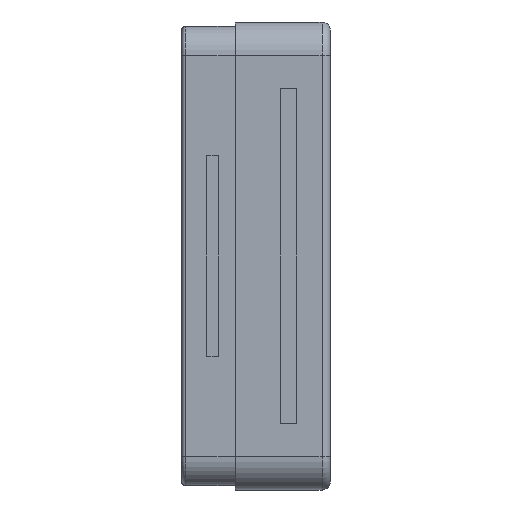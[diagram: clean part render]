
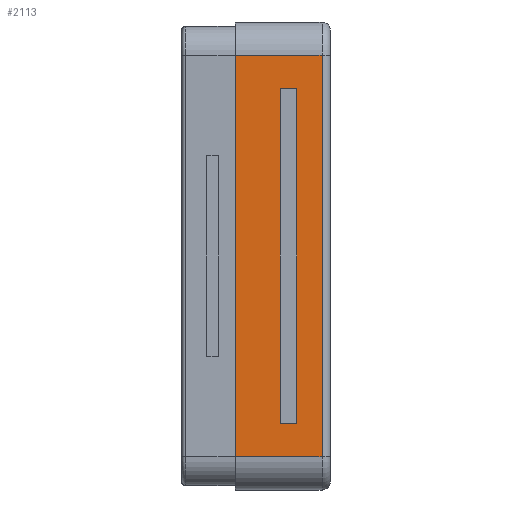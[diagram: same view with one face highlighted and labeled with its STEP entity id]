
A CAD part, left-side view. The second image highlights one B-rep face of the part: STEP entity #2113.
In plain terms, the highlighted planar face has unit normal (-1, 0, 0).
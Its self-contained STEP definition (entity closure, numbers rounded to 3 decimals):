
#7 = CARTESIAN_POINT ( 'NONE',  ( -2.4, 0.05, -1.2 ) ) ;
#45 = CARTESIAN_POINT ( 'NONE',  ( -2.4, 0.3, -1. ) ) ;
#84 = EDGE_CURVE ( 'NONE', #2767, #1337, #587, .T. ) ;
#107 = VERTEX_POINT ( 'NONE', #7 ) ;
#128 = DIRECTION ( 'NONE',  ( 0., 0., 1. ) ) ;
#168 = ORIENTED_EDGE ( 'NONE', *, *, #1913, .T. ) ;
#202 = DIRECTION ( 'NONE',  ( 1., 0., 0. ) ) ;
#221 = EDGE_CURVE ( 'NONE', #771, #991, #1145, .T. ) ;
#279 = VERTEX_POINT ( 'NONE', #3125 ) ;
#295 = DIRECTION ( 'NONE',  ( 0., -1., 0. ) ) ;
#390 = CARTESIAN_POINT ( 'NONE',  ( -2.4, 0.2, 1. ) ) ;
#476 = CARTESIAN_POINT ( 'NONE',  ( -2.4, 0.05, 1.2 ) ) ;
#492 = CARTESIAN_POINT ( 'NONE',  ( -2.4, 0.3, 1. ) ) ;
#510 = EDGE_LOOP ( 'NONE', ( #3083, #2989, #2298, #2728 ) ) ;
#523 = FACE_BOUND ( 'NONE', #510, .T. ) ;
#527 = VECTOR ( 'NONE', #1223, 1000. ) ;
#587 = LINE ( 'NONE', #492, #527 ) ;
#642 = VECTOR ( 'NONE', #1816, 1000. ) ;
#675 = CARTESIAN_POINT ( 'NONE',  ( -2.4, 0.2, 1. ) ) ;
#754 = LINE ( 'NONE', #2130, #1387 ) ;
#771 = VERTEX_POINT ( 'NONE', #476 ) ;
#794 = ORIENTED_EDGE ( 'NONE', *, *, #2016, .F. ) ;
#849 = CARTESIAN_POINT ( 'NONE',  ( -2.4, 0.57, -1.2 ) ) ;
#899 = DIRECTION ( 'NONE',  ( 0., 0., 1. ) ) ;
#912 = DIRECTION ( 'NONE',  ( 0., 1., 0. ) ) ;
#920 = EDGE_LOOP ( 'NONE', ( #1696, #168, #2937, #794 ) ) ;
#945 = PLANE ( 'NONE',  #3086 ) ;
#954 = VERTEX_POINT ( 'NONE', #2488 ) ;
#980 = EDGE_CURVE ( 'NONE', #954, #279, #1565, .T. ) ;
#991 = VERTEX_POINT ( 'NONE', #2004 ) ;
#1049 = LINE ( 'NONE', #390, #2933 ) ;
#1110 = CARTESIAN_POINT ( 'NONE',  ( -2.4, 0.3, 1. ) ) ;
#1145 = LINE ( 'NONE', #2391, #1226 ) ;
#1185 = DIRECTION ( 'NONE',  ( 0., 0., -1. ) ) ;
#1223 = DIRECTION ( 'NONE',  ( 0., 1., 0. ) ) ;
#1226 = VECTOR ( 'NONE', #912, 1000. ) ;
#1337 = VERTEX_POINT ( 'NONE', #1110 ) ;
#1361 = VECTOR ( 'NONE', #2795, 1000. ) ;
#1387 = VECTOR ( 'NONE', #899, 1000. ) ;
#1516 = LINE ( 'NONE', #2557, #1361 ) ;
#1520 = EDGE_CURVE ( 'NONE', #1337, #954, #1516, .T. ) ;
#1565 = LINE ( 'NONE', #45, #2251 ) ;
#1581 = EDGE_CURVE ( 'NONE', #2358, #107, #1955, .T. ) ;
#1586 = CARTESIAN_POINT ( 'NONE',  ( -2.4, 0.05, 1.2 ) ) ;
#1619 = VECTOR ( 'NONE', #128, 1000. ) ;
#1696 = ORIENTED_EDGE ( 'NONE', *, *, #1581, .T. ) ;
#1816 = DIRECTION ( 'NONE',  ( 0., -1., 0. ) ) ;
#1913 = EDGE_CURVE ( 'NONE', #107, #771, #2223, .T. ) ;
#1955 = LINE ( 'NONE', #849, #642 ) ;
#2004 = CARTESIAN_POINT ( 'NONE',  ( -2.4, 0.57, 1.2 ) ) ;
#2016 = EDGE_CURVE ( 'NONE', #2358, #991, #754, .T. ) ;
#2113 = ADVANCED_FACE ( 'NONE', ( #3028, #523 ), #945, .F. ) ;
#2130 = CARTESIAN_POINT ( 'NONE',  ( -2.4, 0.57, 1.4 ) ) ;
#2172 = CARTESIAN_POINT ( 'NONE',  ( -2.4, 0.57, 1.4 ) ) ;
#2223 = LINE ( 'NONE', #1586, #1619 ) ;
#2251 = VECTOR ( 'NONE', #295, 1000. ) ;
#2298 = ORIENTED_EDGE ( 'NONE', *, *, #84, .F. ) ;
#2312 = CARTESIAN_POINT ( 'NONE',  ( -2.4, 0.57, -1.2 ) ) ;
#2358 = VERTEX_POINT ( 'NONE', #2312 ) ;
#2391 = CARTESIAN_POINT ( 'NONE',  ( -2.4, 0.57, 1.2 ) ) ;
#2488 = CARTESIAN_POINT ( 'NONE',  ( -2.4, 0.3, -1. ) ) ;
#2557 = CARTESIAN_POINT ( 'NONE',  ( -2.4, 0.3, 1. ) ) ;
#2728 = ORIENTED_EDGE ( 'NONE', *, *, #2888, .F. ) ;
#2767 = VERTEX_POINT ( 'NONE', #675 ) ;
#2795 = DIRECTION ( 'NONE',  ( 0., 0., -1. ) ) ;
#2888 = EDGE_CURVE ( 'NONE', #279, #2767, #1049, .T. ) ;
#2933 = VECTOR ( 'NONE', #3076, 1000. ) ;
#2937 = ORIENTED_EDGE ( 'NONE', *, *, #221, .T. ) ;
#2989 = ORIENTED_EDGE ( 'NONE', *, *, #1520, .F. ) ;
#3028 = FACE_OUTER_BOUND ( 'NONE', #920, .T. ) ;
#3076 = DIRECTION ( 'NONE',  ( 0., 0., 1. ) ) ;
#3083 = ORIENTED_EDGE ( 'NONE', *, *, #980, .F. ) ;
#3086 = AXIS2_PLACEMENT_3D ( 'NONE', #2172, #202, #1185 ) ;
#3125 = CARTESIAN_POINT ( 'NONE',  ( -2.4, 0.2, -1. ) ) ;
